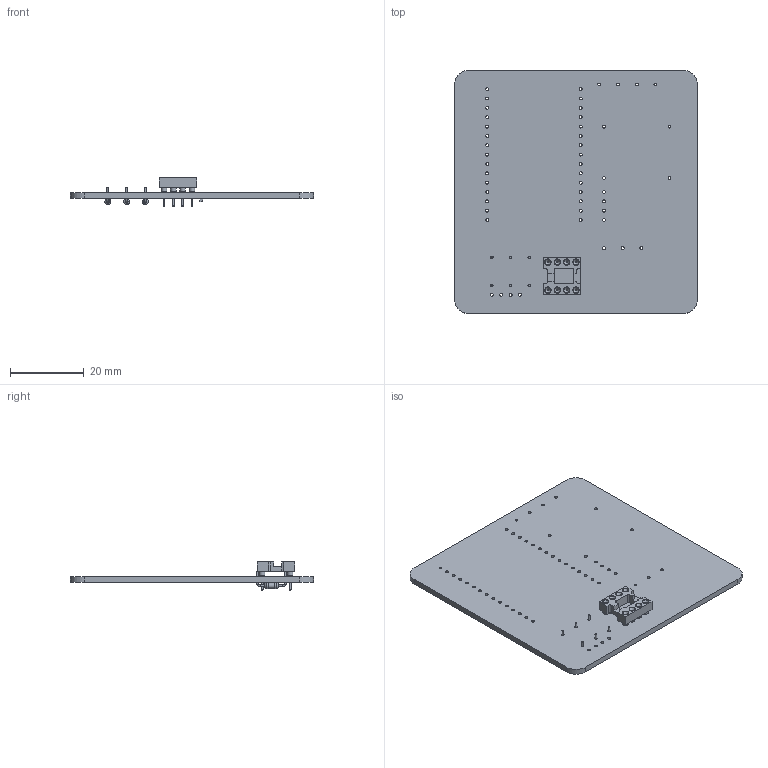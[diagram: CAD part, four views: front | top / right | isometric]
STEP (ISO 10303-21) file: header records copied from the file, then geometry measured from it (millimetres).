
FILE_DESCRIPTION(('KiCad electronic assembly'),'2;1');
FILE_NAME('anemometer_board.step','2020-07-09T18:09:58',('An Author'),( 'A Company'),'Open CASCADE STEP processor 7.4', 'KiCad to STEP converter','Unknown');
FILE_SCHEMA(('AUTOMOTIVE_DESIGN { 1 0 10303 214 1 1 1 1 }'));
Length unit declared in the file: millimetre
Products named in the file (8): Open CASCADE STEP translator 7.4 1; DIP-8_W7.62mm_Socket; SOLID; R_Axial_DIN0204_L3.6mm_D1.6mm_P7.62mm_Horizontal; C_0603_1608Metric; COMPOUND
Assembly tree (9 placements, depth 3):
  Open CASCADE STEP translator 7.4 1
    DIP-8_W7.62mm_Socket
      SOLID
    R_Axial_DIN0204_L3.6mm_D1.6mm_P7.62mm_Horizontal  x3
      SOLID
    C_0603_1608Metric
      SOLID
    COMPOUND
Bounding box: 66.04 x 66.04 x 7.79 mm (x, y, z)
Volume: 7143.2 mm3; surface area: 9854.3 mm2
Topology: 6 solids, 6 shells, 280 faces, 608 edges, 393 vertices
Faces by surface type: cylinder 140, plane 104, cone 24, torus 12
Full cylindrical faces by diameter (mm): 0.5 x12, 0.508 x16, 0.7 x6, 0.8 x57, 1.44 x3, 1.524 x8, 1.6 x6, 1.724 x8
Entity records: 16079 total; most frequent: CARTESIAN_POINT 2819, DIRECTION 2374, ORIENTED_EDGE 1108, LINE 1108, VECTOR 1108, PCURVE 1108, DEFINITIONAL_REPRESENTATION 1108, EDGE_CURVE 554
